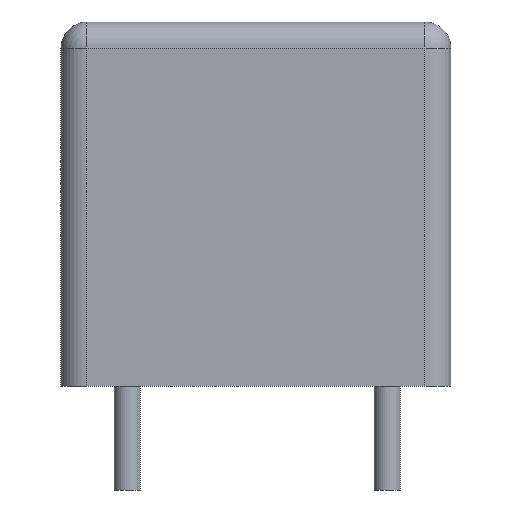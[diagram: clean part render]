
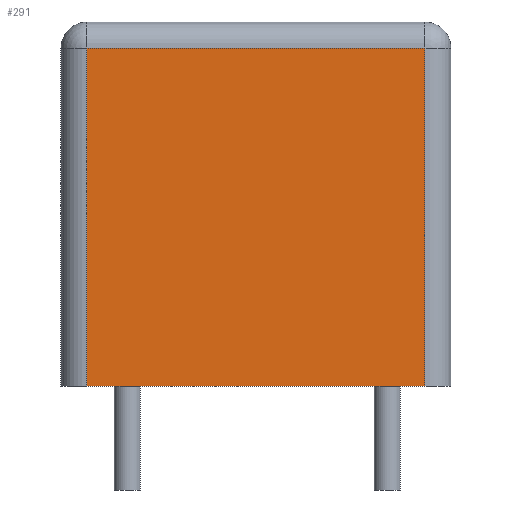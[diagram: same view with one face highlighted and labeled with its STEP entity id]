
A CAD part, front view. The second image highlights one B-rep face of the part: STEP entity #291.
In plain terms, the highlighted planar face has unit normal (0, -1, 0).
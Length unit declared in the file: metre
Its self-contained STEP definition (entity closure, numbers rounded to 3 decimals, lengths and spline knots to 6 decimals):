
#50=ORIENTED_EDGE('',*,*,#130,.T.);
#51=ORIENTED_EDGE('',*,*,#131,.T.);
#52=ORIENTED_EDGE('',*,*,#132,.T.);
#53=ORIENTED_EDGE('',*,*,#133,.T.);
#130=EDGE_CURVE('',#170,#171,#194,.F.);
#131=EDGE_CURVE('',#171,#172,#195,.T.);
#132=EDGE_CURVE('',#172,#173,#196,.T.);
#133=EDGE_CURVE('',#173,#170,#197,.F.);
#170=VERTEX_POINT('',#485);
#171=VERTEX_POINT('',#486);
#172=VERTEX_POINT('',#488);
#173=VERTEX_POINT('',#490);
#194=LINE('',#484,#214);
#195=LINE('',#487,#215);
#196=LINE('',#489,#216);
#197=LINE('',#491,#217);
#214=VECTOR('',#377,1.);
#215=VECTOR('',#378,1.);
#216=VECTOR('',#379,1.);
#217=VECTOR('',#380,1.);
#231=EDGE_LOOP('',(#50,#51,#52,#53));
#257=FACE_BOUND('',#231,.T.);
#283=PLANE('',#326);
#291=ADVANCED_FACE('',(#257),#283,.F.);
#326=AXIS2_PLACEMENT_3D('',#483,#375,#376);
#375=DIRECTION('',(0.,1.,0.));
#376=DIRECTION('',(0.,0.,1.));
#377=DIRECTION('',(1.,0.,0.));
#378=DIRECTION('',(0.,0.,-1.));
#379=DIRECTION('',(1.,0.,0.));
#380=DIRECTION('',(0.,0.,-1.));
#483=CARTESIAN_POINT('',(0.00375,0.,0.007));
#484=CARTESIAN_POINT('',(0.,0.,0.0065));
#485=CARTESIAN_POINT('',(0.007,0.,0.0065));
#486=CARTESIAN_POINT('',(0.0005,0.,0.0065));
#487=CARTESIAN_POINT('',(0.0005,0.,0.));
#488=CARTESIAN_POINT('',(0.0005,0.,0.));
#489=CARTESIAN_POINT('',(0.00375,0.,0.));
#490=CARTESIAN_POINT('',(0.007,0.,0.));
#491=CARTESIAN_POINT('',(0.007,0.,0.007));
